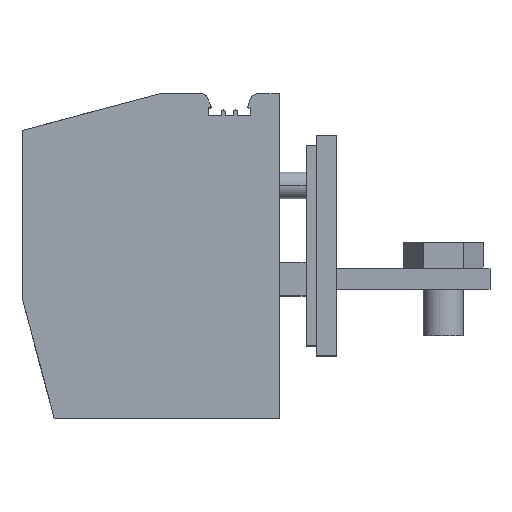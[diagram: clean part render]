
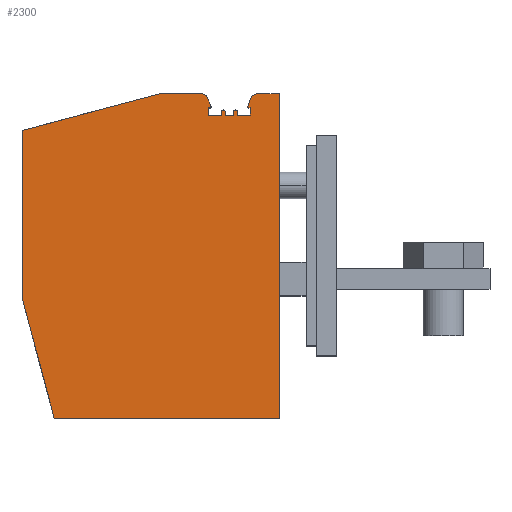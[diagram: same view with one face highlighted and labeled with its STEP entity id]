
A CAD part, top view. The second image highlights one B-rep face of the part: STEP entity #2300.
In plain terms, the highlighted planar face has unit normal (0, 0, 1).
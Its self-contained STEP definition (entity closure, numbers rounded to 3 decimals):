
#10=CARTESIAN_POINT('',(0.,0.,7.55));
#20=DIRECTION('',(0.,0.,1.));
#30=DIRECTION('',(1.,0.,0.));
#40=AXIS2_PLACEMENT_3D('',#10,#20,#30);
#50=PLANE('',#40);
#60=CARTESIAN_POINT('',(71.622,0.,7.55));
#70=DIRECTION('',(0.,1.,0.));
#80=VECTOR('',#70,1.);
#90=LINE('',#60,#80);
#100=CARTESIAN_POINT('',(71.622,224.479,7.55));
#110=VERTEX_POINT('',#100);
#120=CARTESIAN_POINT('',(71.622,249.486,7.55));
#130=VERTEX_POINT('',#120);
#140=EDGE_CURVE('',#110,#130,#90,.T.);
#150=ORIENTED_EDGE('',*,*,#140,.F.);
#160=CARTESIAN_POINT('',(0.,230.295,7.55));
#170=DIRECTION('',(0.966,0.259,0.));
#180=VECTOR('',#170,1.);
#190=LINE('',#160,#180);
#200=CARTESIAN_POINT('',(92.122,254.979,7.55));
#210=VERTEX_POINT('',#200);
#220=EDGE_CURVE('',#130,#210,#190,.T.);
#230=ORIENTED_EDGE('',*,*,#220,.F.);
#240=CARTESIAN_POINT('',(0.,254.979,7.55));
#250=DIRECTION('',(1.,0.,0.));
#260=VECTOR('',#250,1.);
#270=LINE('',#240,#260);
#280=CARTESIAN_POINT('',(98.41,254.979,7.55));
#290=VERTEX_POINT('',#280);
#300=EDGE_CURVE('',#210,#290,#270,.T.);
#310=ORIENTED_EDGE('',*,*,#300,.F.);
#320=CARTESIAN_POINT('',(98.41,253.979,7.55));
#330=DIRECTION('',(0.,0.,1.));
#340=DIRECTION('',(1.,0.,0.));
#350=AXIS2_PLACEMENT_3D('',#320,#330,#340);
#360=CIRCLE('',#350,1.);
#370=CARTESIAN_POINT('',(99.325,254.382,7.55));
#380=VERTEX_POINT('',#370);
#390=EDGE_CURVE('',#380,#290,#360,.T.);
#400=ORIENTED_EDGE('',*,*,#390,.T.);
#410=CARTESIAN_POINT('',(99.883,253.113,7.55));
#420=DIRECTION('',(-0.402,0.915,0.));
#430=VECTOR('',#420,1.);
#440=LINE('',#410,#430);
#450=CARTESIAN_POINT('',(99.883,253.113,7.55));
#460=VERTEX_POINT('',#450);
#470=EDGE_CURVE('',#460,#380,#440,.T.);
#480=ORIENTED_EDGE('',*,*,#470,.T.);
#490=CARTESIAN_POINT('',(99.727,253.044,7.55));
#500=DIRECTION('',(0.,0.,1.));
#510=DIRECTION('',(1.,0.,0.));
#520=AXIS2_PLACEMENT_3D('',#490,#500,#510);
#530=CIRCLE('',#520,0.17);
#540=CARTESIAN_POINT('',(99.897,253.044,7.55));
#550=VERTEX_POINT('',#540);
#560=EDGE_CURVE('',#550,#460,#530,.T.);
#570=ORIENTED_EDGE('',*,*,#560,.T.);
#580=CARTESIAN_POINT('',(99.727,252.874,7.55));
#590=VERTEX_POINT('',#580);
#600=EDGE_CURVE('',#590,#550,#530,.T.);
#610=ORIENTED_EDGE('',*,*,#600,.T.);
#620=CARTESIAN_POINT('',(99.46,252.874,7.55));
#630=DIRECTION('',(1.,0.,0.));
#640=VECTOR('',#630,1.);
#650=LINE('',#620,#640);
#660=CARTESIAN_POINT('',(99.46,252.874,7.55));
#670=VERTEX_POINT('',#660);
#680=EDGE_CURVE('',#670,#590,#650,.T.);
#690=ORIENTED_EDGE('',*,*,#680,.T.);
#700=CARTESIAN_POINT('',(99.46,251.804,7.55));
#710=DIRECTION('',(0.,1.,0.));
#720=VECTOR('',#710,1.);
#730=LINE('',#700,#720);
#740=CARTESIAN_POINT('',(99.46,251.804,7.55));
#750=VERTEX_POINT('',#740);
#760=EDGE_CURVE('',#750,#670,#730,.T.);
#770=ORIENTED_EDGE('',*,*,#760,.T.);
#780=CARTESIAN_POINT('',(99.46,251.804,7.55));
#790=DIRECTION('',(1.,0.,0.));
#800=VECTOR('',#790,1.);
#810=LINE('',#780,#800);
#820=CARTESIAN_POINT('',(101.422,251.804,7.55));
#830=VERTEX_POINT('',#820);
#840=EDGE_CURVE('',#750,#830,#810,.T.);
#850=ORIENTED_EDGE('',*,*,#840,.F.);
#860=CARTESIAN_POINT('',(101.422,252.254,7.55));
#870=DIRECTION('',(0.,-1.,0.));
#880=VECTOR('',#870,1.);
#890=LINE('',#860,#880);
#900=CARTESIAN_POINT('',(101.422,252.254,7.55));
#910=VERTEX_POINT('',#900);
#920=EDGE_CURVE('',#910,#830,#890,.T.);
#930=ORIENTED_EDGE('',*,*,#920,.T.);
#940=CARTESIAN_POINT('',(101.722,252.254,7.55));
#950=DIRECTION('',(0.,0.,1.));
#960=DIRECTION('',(1.,0.,0.));
#970=AXIS2_PLACEMENT_3D('',#940,#950,#960);
#980=CIRCLE('',#970,0.3);
#990=CARTESIAN_POINT('',(102.022,252.254,7.55));
#1000=VERTEX_POINT('',#990);
#1010=EDGE_CURVE('',#1000,#910,#980,.T.);
#1020=ORIENTED_EDGE('',*,*,#1010,.T.);
#1030=CARTESIAN_POINT('',(102.022,251.804,7.55));
#1040=DIRECTION('',(0.,1.,0.));
#1050=VECTOR('',#1040,1.);
#1060=LINE('',#1030,#1050);
#1070=CARTESIAN_POINT('',(102.022,251.804,7.55));
#1080=VERTEX_POINT('',#1070);
#1090=EDGE_CURVE('',#1080,#1000,#1060,.T.);
#1100=ORIENTED_EDGE('',*,*,#1090,.T.);
#1110=CARTESIAN_POINT('',(102.022,251.804,7.55));
#1120=DIRECTION('',(1.,0.,0.));
#1130=VECTOR('',#1120,1.);
#1140=LINE('',#1110,#1130);
#1150=CARTESIAN_POINT('',(103.222,251.804,7.55));
#1160=VERTEX_POINT('',#1150);
#1170=EDGE_CURVE('',#1080,#1160,#1140,.T.);
#1180=ORIENTED_EDGE('',*,*,#1170,.F.);
#1190=CARTESIAN_POINT('',(103.222,252.254,7.55));
#1200=DIRECTION('',(0.,-1.,0.));
#1210=VECTOR('',#1200,1.);
#1220=LINE('',#1190,#1210);
#1230=CARTESIAN_POINT('',(103.222,252.254,7.55));
#1240=VERTEX_POINT('',#1230);
#1250=EDGE_CURVE('',#1240,#1160,#1220,.T.);
#1260=ORIENTED_EDGE('',*,*,#1250,.T.);
#1270=CARTESIAN_POINT('',(103.522,252.254,7.55));
#1280=DIRECTION('',(0.,0.,1.));
#1290=DIRECTION('',(1.,0.,0.));
#1300=AXIS2_PLACEMENT_3D('',#1270,#1280,#1290);
#1310=CIRCLE('',#1300,0.3);
#1320=CARTESIAN_POINT('',(103.822,252.254,7.55));
#1330=VERTEX_POINT('',#1320);
#1340=EDGE_CURVE('',#1330,#1240,#1310,.T.);
#1350=ORIENTED_EDGE('',*,*,#1340,.T.);
#1360=CARTESIAN_POINT('',(103.822,251.804,7.55));
#1370=DIRECTION('',(0.,1.,0.));
#1380=VECTOR('',#1370,1.);
#1390=LINE('',#1360,#1380);
#1400=CARTESIAN_POINT('',(103.822,251.804,7.55));
#1410=VERTEX_POINT('',#1400);
#1420=EDGE_CURVE('',#1410,#1330,#1390,.T.);
#1430=ORIENTED_EDGE('',*,*,#1420,.T.);
#1440=CARTESIAN_POINT('',(103.822,251.804,7.55));
#1450=DIRECTION('',(1.,0.,0.));
#1460=VECTOR('',#1450,1.);
#1470=LINE('',#1440,#1460);
#1480=CARTESIAN_POINT('',(105.785,251.804,7.55));
#1490=VERTEX_POINT('',#1480);
#1500=EDGE_CURVE('',#1410,#1490,#1470,.T.);
#1510=ORIENTED_EDGE('',*,*,#1500,.F.);
#1520=CARTESIAN_POINT('',(105.785,252.874,7.55));
#1530=DIRECTION('',(0.,-1.,0.));
#1540=VECTOR('',#1530,1.);
#1550=LINE('',#1520,#1540);
#1560=CARTESIAN_POINT('',(105.785,252.874,7.55));
#1570=VERTEX_POINT('',#1560);
#1580=EDGE_CURVE('',#1570,#1490,#1550,.T.);
#1590=ORIENTED_EDGE('',*,*,#1580,.T.);
#1600=CARTESIAN_POINT('',(105.517,252.874,7.55));
#1610=DIRECTION('',(1.,0.,0.));
#1620=VECTOR('',#1610,1.);
#1630=LINE('',#1600,#1620);
#1640=CARTESIAN_POINT('',(105.517,252.874,7.55));
#1650=VERTEX_POINT('',#1640);
#1660=EDGE_CURVE('',#1650,#1570,#1630,.T.);
#1670=ORIENTED_EDGE('',*,*,#1660,.T.);
#1680=CARTESIAN_POINT('',(105.517,253.044,7.55));
#1690=DIRECTION('',(0.,0.,1.));
#1700=DIRECTION('',(1.,0.,0.));
#1710=AXIS2_PLACEMENT_3D('',#1680,#1690,#1700);
#1720=CIRCLE('',#1710,0.17);
#1730=CARTESIAN_POINT('',(105.347,253.044,7.55));
#1740=VERTEX_POINT('',#1730);
#1750=EDGE_CURVE('',#1740,#1650,#1720,.T.);
#1760=ORIENTED_EDGE('',*,*,#1750,.T.);
#1770=CARTESIAN_POINT('',(105.362,253.113,7.55));
#1780=VERTEX_POINT('',#1770);
#1790=EDGE_CURVE('',#1780,#1740,#1720,.T.);
#1800=ORIENTED_EDGE('',*,*,#1790,.T.);
#1810=CARTESIAN_POINT('',(105.919,254.382,7.55));
#1820=DIRECTION('',(-0.402,-0.915,0.));
#1830=VECTOR('',#1820,1.);
#1840=LINE('',#1810,#1830);
#1850=CARTESIAN_POINT('',(105.919,254.382,7.55));
#1860=VERTEX_POINT('',#1850);
#1870=EDGE_CURVE('',#1860,#1780,#1840,.T.);
#1880=ORIENTED_EDGE('',*,*,#1870,.T.);
#1890=CARTESIAN_POINT('',(106.835,253.979,7.55));
#1900=DIRECTION('',(0.,0.,1.));
#1910=DIRECTION('',(1.,0.,0.));
#1920=AXIS2_PLACEMENT_3D('',#1890,#1900,#1910);
#1930=CIRCLE('',#1920,1.);
#1940=CARTESIAN_POINT('',(106.835,254.979,7.55));
#1950=VERTEX_POINT('',#1940);
#1960=EDGE_CURVE('',#1950,#1860,#1930,.T.);
#1970=ORIENTED_EDGE('',*,*,#1960,.T.);
#1980=CARTESIAN_POINT('',(106.835,254.979,7.55));
#1990=DIRECTION('',(1.,0.,0.));
#2000=VECTOR('',#1990,1.);
#2010=LINE('',#1980,#2000);
#2020=CARTESIAN_POINT('',(110.122,254.979,7.55));
#2030=VERTEX_POINT('',#2020);
#2040=EDGE_CURVE('',#1950,#2030,#2010,.T.);
#2050=ORIENTED_EDGE('',*,*,#2040,.F.);
#2060=CARTESIAN_POINT('',(110.122,243.429,7.55));
#2070=DIRECTION('',(0.,1.,0.));
#2080=VECTOR('',#2070,1.);
#2090=LINE('',#2060,#2080);
#2100=CARTESIAN_POINT('',(110.122,206.479,7.55));
#2110=VERTEX_POINT('',#2100);
#2120=EDGE_CURVE('',#2110,#2030,#2090,.T.);
#2130=ORIENTED_EDGE('',*,*,#2120,.T.);
#2140=CARTESIAN_POINT('',(0.,206.479,7.55));
#2150=DIRECTION('',(1.,0.,0.));
#2160=VECTOR('',#2150,1.);
#2170=LINE('',#2140,#2160);
#2180=CARTESIAN_POINT('',(76.445,206.479,7.55));
#2190=VERTEX_POINT('',#2180);
#2200=EDGE_CURVE('',#2190,#2110,#2170,.T.);
#2210=ORIENTED_EDGE('',*,*,#2200,.T.);
#2220=CARTESIAN_POINT('',(131.771,0.,7.55));
#2230=DIRECTION('',(-0.259,0.966,0.));
#2240=VECTOR('',#2230,1.);
#2250=LINE('',#2220,#2240);
#2260=EDGE_CURVE('',#2190,#110,#2250,.T.);
#2270=ORIENTED_EDGE('',*,*,#2260,.F.);
#2280=EDGE_LOOP('',(#2270,#2210,#2130,#2050,#1970,#1880,#1800,#1760,
#1670,#1590,#1510,#1430,#1350,#1260,#1180,#1100,#1020,#930,#850,#770,
#690,#610,#570,#480,#400,#310,#230,#150));
#2290=FACE_OUTER_BOUND('',#2280,.T.);
#2300=ADVANCED_FACE('',(#2290),#50,.T.);
